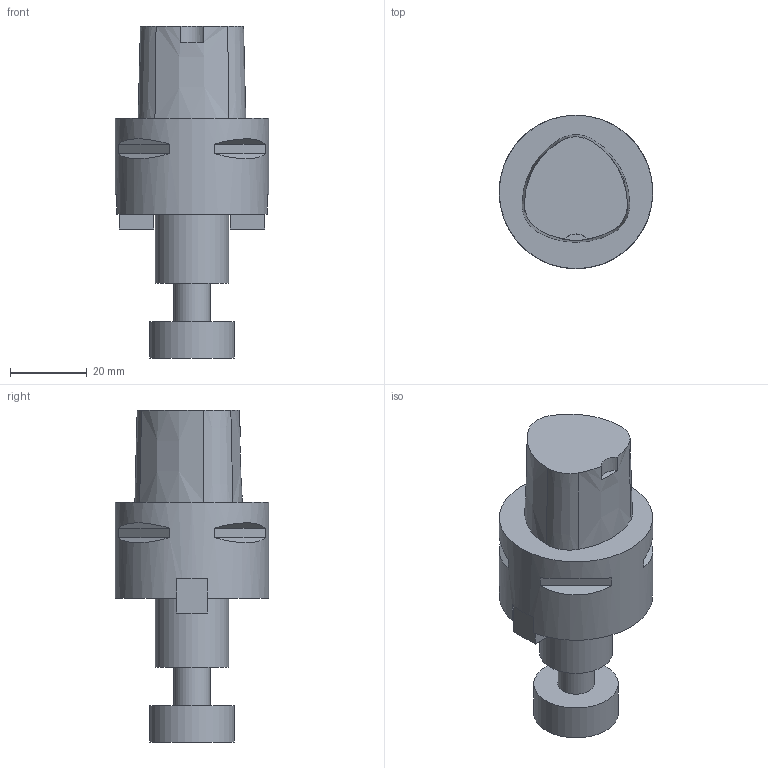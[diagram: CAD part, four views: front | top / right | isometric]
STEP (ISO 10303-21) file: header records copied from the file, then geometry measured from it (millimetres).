
FILE_DESCRIPTION(/* description */ ('3-D model version:1'),/* implementation_level */ '2;1');
FILE_NAME(/* name */ 'C4-A391.05C-19025M',/* time_stamp */ '2016-12-02T14:00:48',/* author */ ('InteractiveCad'),/* organization */ ('AB Sandvik Coromant'),/* preprocessor_version */ 'ST-DEVELOPER v11',/* originating_system */ 'SIEMENS UGS NX 6.0',/* authorization */ '');
FILE_SCHEMA(('AUTOMOTIVE_DESIGN'));
Length unit declared in the file: millimetre
Products named in the file (1): C4_A391_05C_19025M_SIM
Bounding box: 40 x 40 x 86.5 mm (x, y, z)
Volume: 54831.3 mm3; surface area: 10864.6 mm2
Topology: 1 solids, 5 shells, 58 faces, 125 edges, 83 vertices
Faces by surface type: plane 41, cylinder 9, cone 8
Full cylindrical faces by diameter (mm): 5.41 x2, 5.8 x2, 9.5 x1, 19.05 x1, 22 x1, 40 x1
Entity records: 1590 total; most frequent: DIRECTION 276, CARTESIAN_POINT 256, ORIENTED_EDGE 218, EDGE_CURVE 109, AXIS2_PLACEMENT_3D 107, VERTEX_POINT 79, EDGE_LOOP 78, LINE 62
